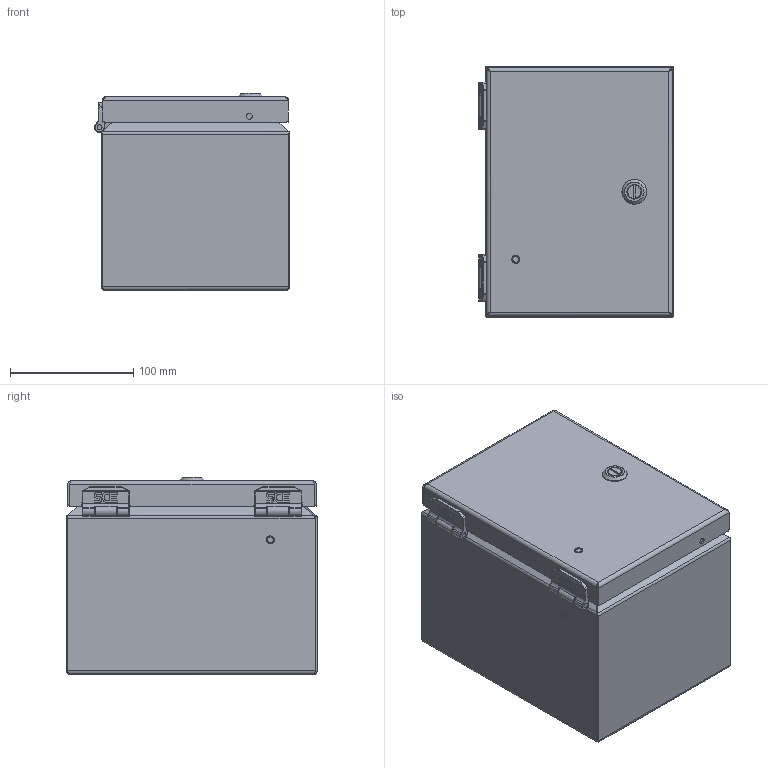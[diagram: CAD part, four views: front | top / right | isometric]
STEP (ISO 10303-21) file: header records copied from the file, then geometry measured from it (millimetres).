
FILE_DESCRIPTION (( 'STEP AP203' ), '1' );
FILE_NAME ('SCE-8066ELJLG.step', '2021-02-09T19:58:30', ( 'ADC123' ), ( 'Microsoft' ), 'SwSTEP 2.0', 'SolidWorks 2019', '' );
FILE_SCHEMA (( 'CONFIG_CONTROL_DESIGN' ));
Length unit declared in the file: inch
Products named in the file (1): SCE-8066ELJLG
Bounding box: 158 x 203.2 x 159.91 mm (x, y, z)
Surface area: 446575.9 mm2 (no closed solid volume)
Topology: 0 solids, 40 shells, 2654 faces, 6962 edges, 4312 vertices
Faces by surface type: bspline 928, plane 858, cylinder 764, cone 96, torus 8
Full cylindrical faces by diameter (mm): 0.508 x2, 2.54 x2, 2.743 x4, 3.439 x4, 3.962 x2, 4.013 x6, 4.064 x4, 4.318 x4, 4.42 x2, 4.572 x2, 4.763 x2, 4.775 x6, 4.826 x5, 4.981 x2, 5.08 x1, 5.537 x2, 5.842 x2, 6.02 x2, 6.058 x1, 6.35 x8, 6.463 x1, 6.502 x2, 6.604 x2, 6.756 x2, 6.824 x1, 7.112 x4, 7.167 x1, 7.216 x4, 7.874 x1, 8.28 x1
Entity records: 182874 total; most frequent: CARTESIAN_POINT 129864, ORIENTED_EDGE 12582, DIRECTION 7503, EDGE_CURVE 6661, VERTEX_POINT 4259, B_SPLINE_CURVE_WITH_KNOTS 3426, EDGE_LOOP 2924, FACE_OUTER_BOUND 2776
